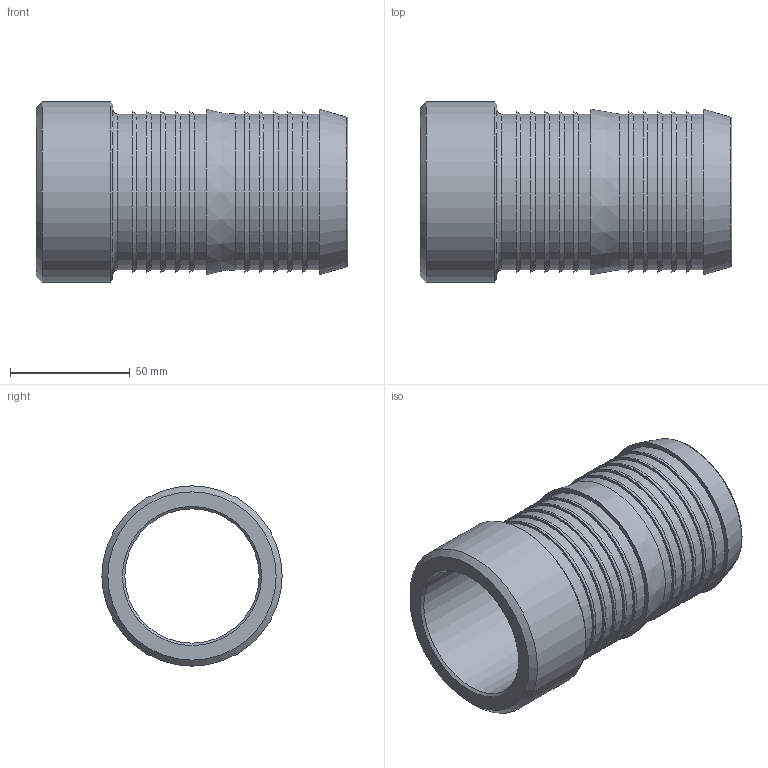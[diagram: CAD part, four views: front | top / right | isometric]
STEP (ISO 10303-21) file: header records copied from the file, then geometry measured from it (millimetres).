
FILE_DESCRIPTION(/* description */ ('EINSCHRAUBTÜLLE G 2.1/2"'),/* implementation_level */ '2;1');
FILE_NAME(/* name */ 'mst_65t.stp',/* time_stamp */ '2020-04-22T09:12:33+02:00',/* author */ ('ertl'),/* organization */ (''),/* preprocessor_version */ 'ST-DEVELOPER v17',/* originating_system */ 'Autodesk Inventor 2018',/* authorisation */ '151515,52 mm^3');
FILE_SCHEMA (('AUTOMOTIVE_DESIGN { 1 0 10303 214 3 1 1 }'));
Length unit declared in the file: millimetre
Products named in the file (1): MST-65T-F
Bounding box: 130 x 75.18 x 75.18 mm (x, y, z)
Volume: 151515.5 mm3; surface area: 56983.9 mm2
Topology: 1 solids, 1 shells, 46 faces, 119 edges, 88 vertices
Faces by surface type: cone 15, plane 15, cylinder 14, torus 2
Full cylindrical faces by diameter (mm): 56 x1, 65 x12, 75.184 x1
Entity records: 1597 total; most frequent: DIRECTION 303, CARTESIAN_POINT 254, ORIENTED_EDGE 238, AXIS2_PLACEMENT_3D 137, EDGE_CURVE 119, CIRCLE 90, VERTEX_POINT 88, EDGE_LOOP 61
